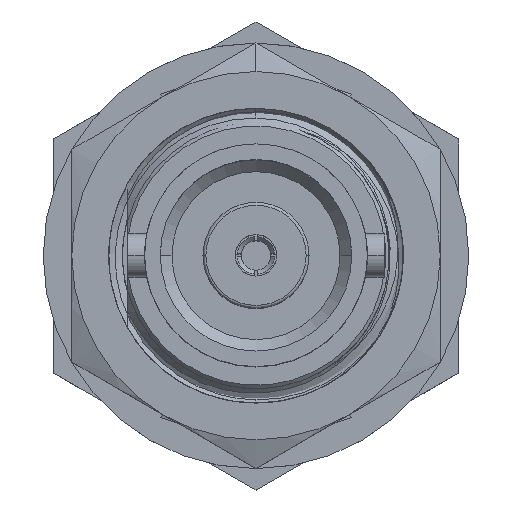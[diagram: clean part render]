
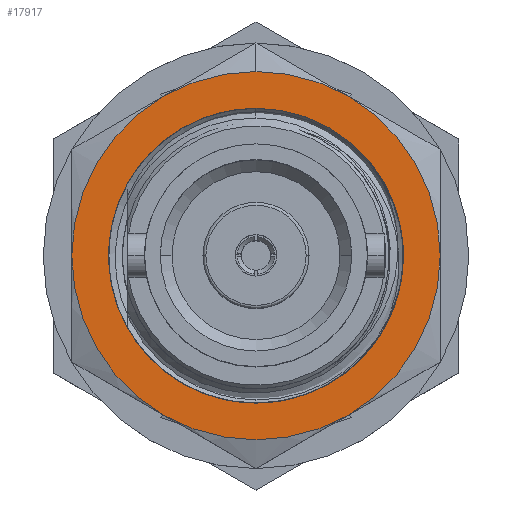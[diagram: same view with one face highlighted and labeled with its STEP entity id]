
A CAD part, top view. The second image highlights one B-rep face of the part: STEP entity #17917.
In plain terms, the highlighted face is planar.
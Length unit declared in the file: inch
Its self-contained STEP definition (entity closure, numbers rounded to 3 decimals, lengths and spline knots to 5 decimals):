
#301 = CARTESIAN_POINT ( 'NONE',  ( 0.411, 0., 0. ) ) ;
#849 = CARTESIAN_POINT ( 'NONE',  ( 0.411, 0., 0. ) ) ;
#889 = ORIENTED_EDGE ( 'NONE', *, *, #5192, .T. ) ;
#945 = DIRECTION ( 'NONE',  ( 0., 0., 1. ) ) ;
#1356 = CIRCLE ( 'NONE', #14419, 0.3125 ) ;
#1568 = VERTEX_POINT ( 'NONE', #14757 ) ;
#1822 = ORIENTED_EDGE ( 'NONE', *, *, #7136, .T. ) ;
#1935 = VERTEX_POINT ( 'NONE', #13339 ) ;
#2179 = VERTEX_POINT ( 'NONE', #3610 ) ;
#2371 = CIRCLE ( 'NONE', #10409, 0.3125 ) ;
#2560 = PLANE ( 'NONE',  #9949 ) ;
#2880 = VERTEX_POINT ( 'NONE', #21568 ) ;
#2899 = EDGE_CURVE ( 'NONE', #1568, #9587, #2371, .T. ) ;
#3039 = CIRCLE ( 'NONE', #4485, 0.3125 ) ;
#3291 = ORIENTED_EDGE ( 'NONE', *, *, #12645, .F. ) ;
#3384 = DIRECTION ( 'NONE',  ( 0., 0., 1. ) ) ;
#3610 = CARTESIAN_POINT ( 'NONE',  ( 0.411, 0., -0.25015 ) ) ;
#3657 = VERTEX_POINT ( 'NONE', #17981 ) ;
#3662 = CIRCLE ( 'NONE', #17530, 0.3125 ) ;
#3883 = CIRCLE ( 'NONE', #16646, 0.3125 ) ;
#4207 = CIRCLE ( 'NONE', #7145, 0.25015 ) ;
#4210 = DIRECTION ( 'NONE',  ( 0., 0., 1. ) ) ;
#4485 = AXIS2_PLACEMENT_3D ( 'NONE', #9843, #18410, #945 ) ;
#4497 = DIRECTION ( 'NONE',  ( 0., 0., 1. ) ) ;
#5001 = DIRECTION ( 'NONE',  ( -1., 0., 0. ) ) ;
#5192 = EDGE_CURVE ( 'NONE', #9587, #21128, #5342, .T. ) ;
#5342 = CIRCLE ( 'NONE', #18094, 0.3125 ) ;
#5923 = DIRECTION ( 'NONE',  ( 0., 0., 1. ) ) ;
#6116 = EDGE_CURVE ( 'NONE', #3657, #2179, #4207, .T. ) ;
#6227 = EDGE_CURVE ( 'NONE', #22203, #1935, #1356, .T. ) ;
#6334 = CARTESIAN_POINT ( 'NONE',  ( 0.411, 0., 0. ) ) ;
#7136 = EDGE_CURVE ( 'NONE', #21099, #22203, #9329, .T. ) ;
#7145 = AXIS2_PLACEMENT_3D ( 'NONE', #301, #19697, #21428 ) ;
#8155 = EDGE_CURVE ( 'NONE', #1935, #1568, #3883, .T. ) ;
#8434 = CARTESIAN_POINT ( 'NONE',  ( 0.411, 0., 0. ) ) ;
#8689 = ORIENTED_EDGE ( 'NONE', *, *, #2899, .T. ) ;
#9329 = CIRCLE ( 'NONE', #19176, 0.3125 ) ;
#9587 = VERTEX_POINT ( 'NONE', #12867 ) ;
#9843 = CARTESIAN_POINT ( 'NONE',  ( 0.411, 0., 0. ) ) ;
#9949 = AXIS2_PLACEMENT_3D ( 'NONE', #849, #18547, #4497 ) ;
#10408 = CARTESIAN_POINT ( 'NONE',  ( 0.411, -0.15625, -0.27063 ) ) ;
#10409 = AXIS2_PLACEMENT_3D ( 'NONE', #10847, #19622, #5923 ) ;
#10473 = CARTESIAN_POINT ( 'NONE',  ( 0.411, 0., 0. ) ) ;
#10847 = CARTESIAN_POINT ( 'NONE',  ( 0.411, 0., 0. ) ) ;
#11266 = DIRECTION ( 'NONE',  ( 0., 0., 1. ) ) ;
#11974 = DIRECTION ( 'NONE',  ( 0., 0., 1. ) ) ;
#12468 = DIRECTION ( 'NONE',  ( -1., 0., 0. ) ) ;
#12645 = EDGE_CURVE ( 'NONE', #2179, #3657, #22211, .T. ) ;
#12867 = CARTESIAN_POINT ( 'NONE',  ( 0.411, 0.15625, 0.27063 ) ) ;
#13181 = FACE_OUTER_BOUND ( 'NONE', #15709, .T. ) ;
#13293 = DIRECTION ( 'NONE',  ( -1., 0., 0. ) ) ;
#13339 = CARTESIAN_POINT ( 'NONE',  ( 0.411, -0.15625, 0.27063 ) ) ;
#14166 = ORIENTED_EDGE ( 'NONE', *, *, #6116, .F. ) ;
#14419 = AXIS2_PLACEMENT_3D ( 'NONE', #16839, #20147, #11266 ) ;
#14719 = EDGE_CURVE ( 'NONE', #2880, #21099, #3662, .T. ) ;
#14757 = CARTESIAN_POINT ( 'NONE',  ( 0.411, 0., 0.3125 ) ) ;
#15709 = EDGE_LOOP ( 'NONE', ( #16432, #8689, #889, #21604, #22406, #1822, #15961 ) ) ;
#15961 = ORIENTED_EDGE ( 'NONE', *, *, #6227, .T. ) ;
#16432 = ORIENTED_EDGE ( 'NONE', *, *, #8155, .T. ) ;
#16646 = AXIS2_PLACEMENT_3D ( 'NONE', #6334, #13293, #18544 ) ;
#16839 = CARTESIAN_POINT ( 'NONE',  ( 0.411, 0., 0. ) ) ;
#17083 = DIRECTION ( 'NONE',  ( -1., 0., 0. ) ) ;
#17530 = AXIS2_PLACEMENT_3D ( 'NONE', #21250, #12468, #19423 ) ;
#17758 = CARTESIAN_POINT ( 'NONE',  ( 0.411, -0.3125, 0. ) ) ;
#17917 = ADVANCED_FACE ( 'NONE', ( #21625, #13181 ), #2560, .T. ) ;
#17981 = CARTESIAN_POINT ( 'NONE',  ( 0.411, 0., 0.25015 ) ) ;
#18094 = AXIS2_PLACEMENT_3D ( 'NONE', #8434, #5001, #11974 ) ;
#18187 = AXIS2_PLACEMENT_3D ( 'NONE', #10473, #17083, #3384 ) ;
#18410 = DIRECTION ( 'NONE',  ( -1., 0., 0. ) ) ;
#18544 = DIRECTION ( 'NONE',  ( 0., 0., 1. ) ) ;
#18547 = DIRECTION ( 'NONE',  ( -1., 0., 0. ) ) ;
#19006 = EDGE_CURVE ( 'NONE', #21128, #2880, #3039, .T. ) ;
#19176 = AXIS2_PLACEMENT_3D ( 'NONE', #21231, #21467, #4210 ) ;
#19187 = CARTESIAN_POINT ( 'NONE',  ( 0.411, 0.3125, 0. ) ) ;
#19423 = DIRECTION ( 'NONE',  ( 0., 0., 1. ) ) ;
#19622 = DIRECTION ( 'NONE',  ( -1., 0., 0. ) ) ;
#19697 = DIRECTION ( 'NONE',  ( -1., 0., 0. ) ) ;
#20147 = DIRECTION ( 'NONE',  ( -1., 0., 0. ) ) ;
#20312 = EDGE_LOOP ( 'NONE', ( #3291, #14166 ) ) ;
#21099 = VERTEX_POINT ( 'NONE', #10408 ) ;
#21128 = VERTEX_POINT ( 'NONE', #19187 ) ;
#21231 = CARTESIAN_POINT ( 'NONE',  ( 0.411, 0., 0. ) ) ;
#21250 = CARTESIAN_POINT ( 'NONE',  ( 0.411, 0., 0. ) ) ;
#21428 = DIRECTION ( 'NONE',  ( 0., 0., 1. ) ) ;
#21467 = DIRECTION ( 'NONE',  ( -1., 0., 0. ) ) ;
#21568 = CARTESIAN_POINT ( 'NONE',  ( 0.411, 0.15625, -0.27063 ) ) ;
#21604 = ORIENTED_EDGE ( 'NONE', *, *, #19006, .T. ) ;
#21625 = FACE_BOUND ( 'NONE', #20312, .T. ) ;
#22203 = VERTEX_POINT ( 'NONE', #17758 ) ;
#22211 = CIRCLE ( 'NONE', #18187, 0.25015 ) ;
#22406 = ORIENTED_EDGE ( 'NONE', *, *, #14719, .T. ) ;
